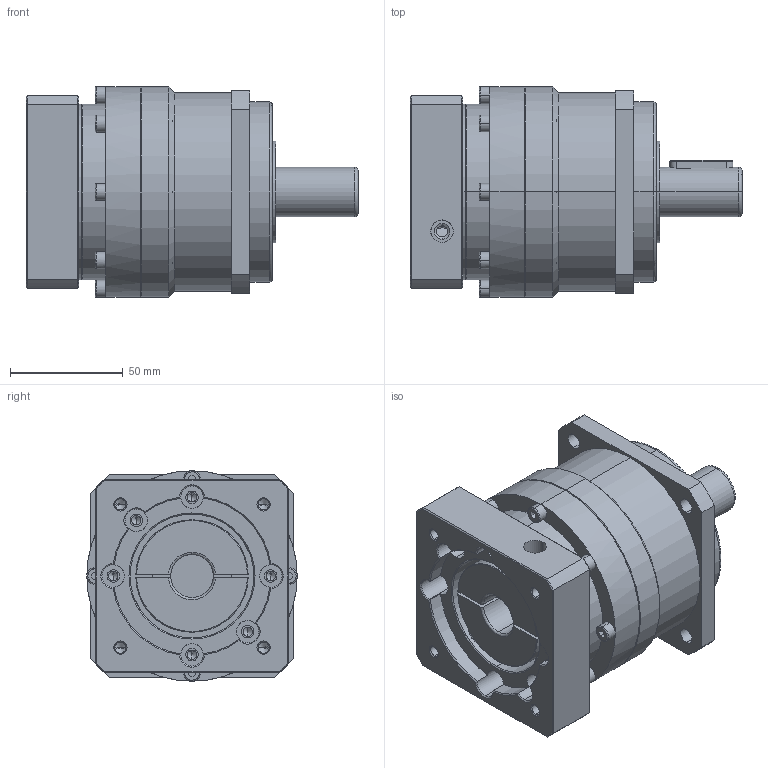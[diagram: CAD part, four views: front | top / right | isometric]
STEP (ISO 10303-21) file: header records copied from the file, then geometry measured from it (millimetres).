
FILE_DESCRIPTION (( 'STEP AP214' ), '1' );
FILE_NAME ('PB090-L1-19-70-90-M5-M6.STEP', '2022-02-12T08:14:55', ( 'admin' ), ( '' ), 'SwSTEP 2.0', 'SolidWorks 2013', '' );
FILE_SCHEMA (( 'AUTOMOTIVE_DESIGN' ));
Length unit declared in the file: millimetre
Products named in the file (4): PB090-L1-19-70-90-M5-M6; PB090-70-90M6; PB090_X2_58F34F537AEF_X0_-19; PB090_X2_8F9351FA7AEF_X0_
Assembly tree (3 placements, depth 2):
  PB090-L1-19-70-90-M5-M6
    PB090_X2_8F9351FA7AEF_X0_
    PB090_X2_58F34F537AEF_X0_-19
    PB090-70-90M6
Bounding box: 147.5 x 93.5 x 93.5 mm (x, y, z)
Volume: 651729.8 mm3; surface area: 99281.7 mm2
Topology: 4 solids, 4 shells, 429 faces, 1066 edges, 642 vertices
Faces by surface type: cylinder 169, plane 125, cone 112, bspline 23
Entity records: 17984 total; most frequent: CARTESIAN_POINT 3097, DIRECTION 2188, ORIENTED_EDGE 2000, EDGE_CURVE 1000, AXIS2_PLACEMENT_3D 855, VERTEX_POINT 636, EDGE_LOOP 520, LINE 478
